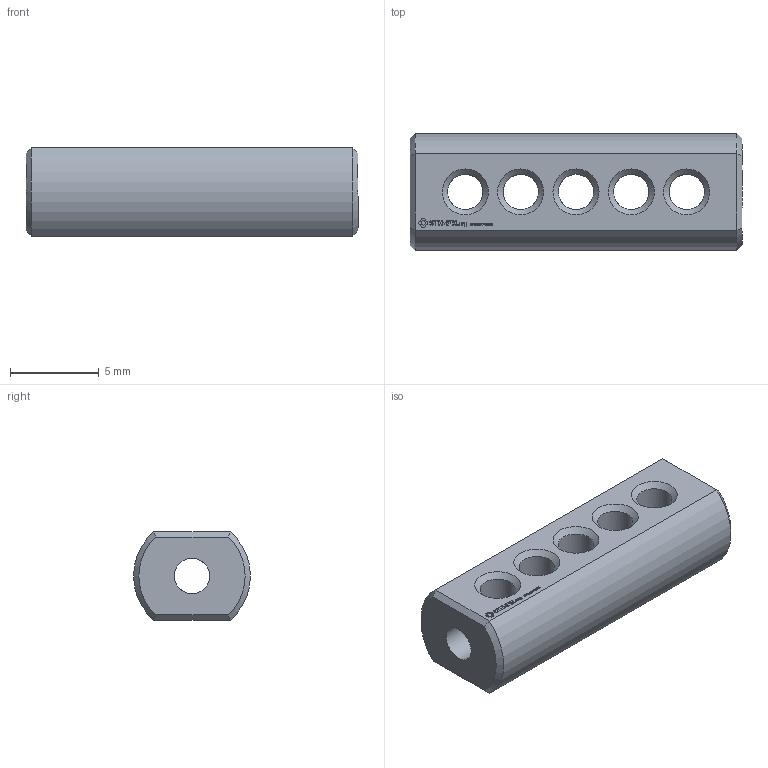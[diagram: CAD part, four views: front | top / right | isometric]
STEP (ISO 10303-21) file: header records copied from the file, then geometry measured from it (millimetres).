
FILE_DESCRIPTION(('FreeCAD Model'),'2;1');
FILE_NAME('Open CASCADE Shape Model','2024-02-05T00:22:21',(''),(''), 'Open CASCADE STEP processor 7.6','FreeCAD','Unknown');
FILE_SCHEMA(('AUTOMOTIVE_DESIGN { 1 0 10303 214 1 1 1 1 }'));
Length unit declared in the file: millimetre
Products named in the file (1): Shaft PLN BU01.50 - SPN-SFT-0006 (stemfie.org)
Bounding box: 18.75 x 6.6 x 5 mm (x, y, z)
Volume: 437.3 mm3; surface area: 574.3 mm2
Topology: 1 solids, 1 shells, 516 faces, 1448 edges, 956 vertices
Faces by surface type: plane 300, extrusion 184, cylinder 18, cone 14
Full cylindrical faces by diameter (mm): 2 x16
Entity records: 35988 total; most frequent: CARTESIAN_POINT 8257, DIRECTION 4448, VECTOR 3602, LINE 3418, ORIENTED_EDGE 2896, PCURVE 2896, DEFINITIONAL_REPRESENTATION 2896, EDGE_CURVE 1448
